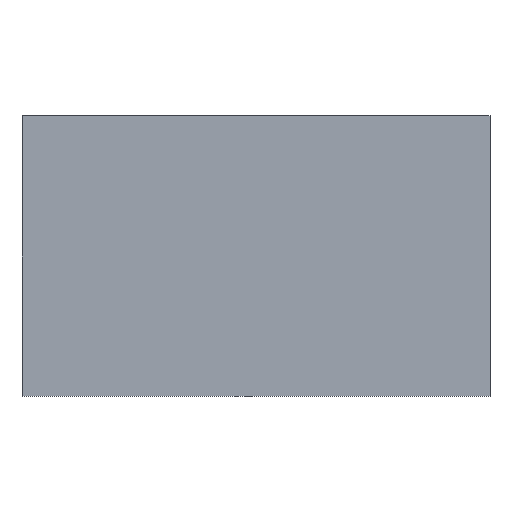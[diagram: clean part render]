
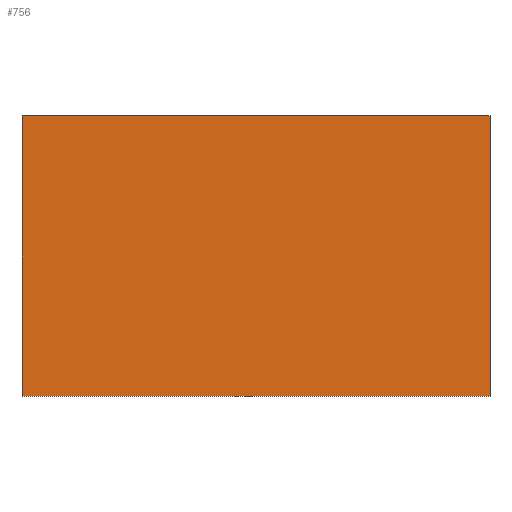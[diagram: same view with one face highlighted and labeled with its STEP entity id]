
A CAD part, left-side view. The second image highlights one B-rep face of the part: STEP entity #756.
In plain terms, the highlighted planar face has unit normal (-1, 0, 0).
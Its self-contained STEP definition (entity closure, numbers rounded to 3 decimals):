
#39=PLANE('',#798);
#103=FACE_OUTER_BOUND('',#148,.T.);
#148=EDGE_LOOP('',(#703,#704,#705,#706));
#249=LINE('',#2715,#305);
#251=LINE('',#2719,#307);
#253=LINE('',#2723,#309);
#254=LINE('',#2724,#310);
#305=VECTOR('',#901,10.);
#307=VECTOR('',#905,10.);
#309=VECTOR('',#909,10.);
#310=VECTOR('',#910,10.);
#386=VERTEX_POINT('',#2712);
#387=VERTEX_POINT('',#2714);
#388=VERTEX_POINT('',#2718);
#389=VERTEX_POINT('',#2722);
#492=EDGE_CURVE('',#387,#386,#249,.T.);
#494=EDGE_CURVE('',#387,#388,#251,.T.);
#496=EDGE_CURVE('',#389,#386,#253,.T.);
#497=EDGE_CURVE('',#388,#389,#254,.T.);
#703=ORIENTED_EDGE('',*,*,#492,.T.);
#704=ORIENTED_EDGE('',*,*,#496,.F.);
#705=ORIENTED_EDGE('',*,*,#497,.F.);
#706=ORIENTED_EDGE('',*,*,#494,.F.);
#756=ADVANCED_FACE('',(#103),#39,.F.);
#798=AXIS2_PLACEMENT_3D('',#2721,#907,#908);
#901=DIRECTION('',(0.,-1.,0.));
#905=DIRECTION('',(0.,0.,1.));
#907=DIRECTION('center_axis',(1.,0.,0.));
#908=DIRECTION('ref_axis',(0.,0.,-1.));
#909=DIRECTION('',(0.,0.,-1.));
#910=DIRECTION('',(0.,-1.,0.));
#2712=CARTESIAN_POINT('',(10.,-9.273,6.892));
#2714=CARTESIAN_POINT('',(10.,40.727,6.892));
#2715=CARTESIAN_POINT('',(10.,15.727,6.892));
#2718=CARTESIAN_POINT('',(10.,40.727,36.892));
#2719=CARTESIAN_POINT('',(10.,40.727,11.892));
#2721=CARTESIAN_POINT('Origin',(10.,15.727,11.892));
#2722=CARTESIAN_POINT('',(10.,-9.273,36.892));
#2723=CARTESIAN_POINT('',(10.,-9.273,11.892));
#2724=CARTESIAN_POINT('',(10.,15.727,36.892));
